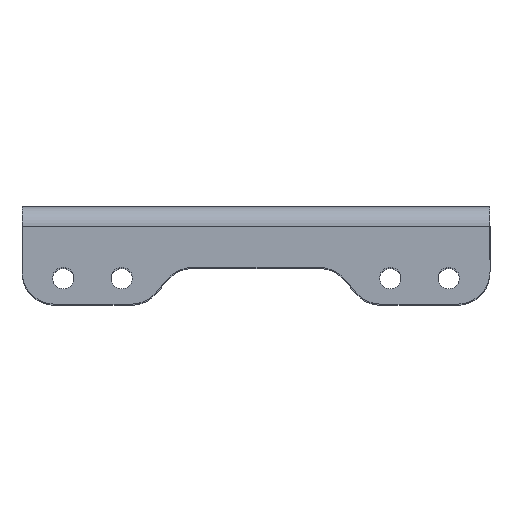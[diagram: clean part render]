
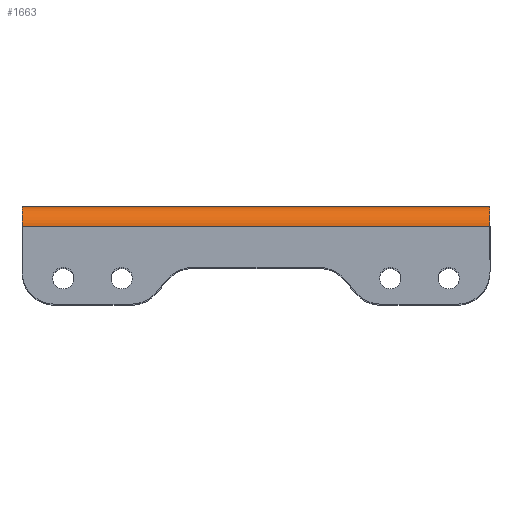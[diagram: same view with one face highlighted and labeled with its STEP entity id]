
A CAD part, top view. The second image highlights one B-rep face of the part: STEP entity #1663.
In plain terms, the highlighted cylindrical face has radius 3.076 mm (diameter 6.152 mm), a partial arc.
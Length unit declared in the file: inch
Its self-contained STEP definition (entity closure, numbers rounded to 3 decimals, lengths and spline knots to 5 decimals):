
#73 = CARTESIAN_POINT ( 'NONE',  ( 7.22013, -0.04, 1.94583 ) ) ;
#105 = DIRECTION ( 'NONE',  ( 1., 0., 0. ) ) ;
#438 = CARTESIAN_POINT ( 'NONE',  ( 1.41732, -0.04, 1.94583 ) ) ;
#604 = EDGE_LOOP ( 'NONE', ( #1886, #3545, #3465, #1839 ) ) ;
#734 = VERTEX_POINT ( 'NONE', #3825 ) ;
#1042 = VERTEX_POINT ( 'NONE', #2128 ) ;
#1229 = VECTOR ( 'NONE', #105, 39.37008 ) ;
#1368 = DIRECTION ( 'NONE',  ( 0., 0., 1. ) ) ;
#1373 = VECTOR ( 'NONE', #3464, 39.37008 ) ;
#1437 = AXIS2_PLACEMENT_3D ( 'NONE', #3365, #1860, #2854 ) ;
#1561 = VERTEX_POINT ( 'NONE', #2356 ) ;
#1663 = ADVANCED_FACE ( 'NONE', ( #3443 ), #3402, .T. ) ;
#1676 = CARTESIAN_POINT ( 'NONE',  ( 1.41732, 0.0811, 1.94583 ) ) ;
#1839 = ORIENTED_EDGE ( 'NONE', *, *, #3560, .T. ) ;
#1860 = DIRECTION ( 'NONE',  ( 1., 0., 0. ) ) ;
#1886 = ORIENTED_EDGE ( 'NONE', *, *, #2201, .F. ) ;
#1927 = CARTESIAN_POINT ( 'NONE',  ( 1.41732, -0.04, 2.06693 ) ) ;
#1988 = AXIS2_PLACEMENT_3D ( 'NONE', #438, #3351, #1368 ) ;
#2128 = CARTESIAN_POINT ( 'NONE',  ( -1.41732, -0.04, 2.06693 ) ) ;
#2201 = EDGE_CURVE ( 'NONE', #1561, #734, #2231, .T. ) ;
#2231 = LINE ( 'NONE', #1676, #1373 ) ;
#2328 = CIRCLE ( 'NONE', #1437, 0.1211 ) ;
#2356 = CARTESIAN_POINT ( 'NONE',  ( -1.41732, 0.0811, 1.94583 ) ) ;
#2532 = DIRECTION ( 'NONE',  ( 0., 0., 1. ) ) ;
#2661 = EDGE_CURVE ( 'NONE', #1561, #1042, #2328, .T. ) ;
#2800 = DIRECTION ( 'NONE',  ( -1., 0., 0. ) ) ;
#2854 = DIRECTION ( 'NONE',  ( 0., 0., 1. ) ) ;
#2900 = LINE ( 'NONE', #3453, #1229 ) ;
#3351 = DIRECTION ( 'NONE',  ( -1., 0., 0. ) ) ;
#3365 = CARTESIAN_POINT ( 'NONE',  ( -1.41732, -0.04, 1.94583 ) ) ;
#3402 = CYLINDRICAL_SURFACE ( 'NONE', #3847, 0.1211 ) ;
#3443 = FACE_OUTER_BOUND ( 'NONE', #604, .T. ) ;
#3453 = CARTESIAN_POINT ( 'NONE',  ( 1.41732, -0.04, 2.06693 ) ) ;
#3464 = DIRECTION ( 'NONE',  ( 1., 0., 0. ) ) ;
#3465 = ORIENTED_EDGE ( 'NONE', *, *, #3737, .T. ) ;
#3545 = ORIENTED_EDGE ( 'NONE', *, *, #2661, .T. ) ;
#3560 = EDGE_CURVE ( 'NONE', #3630, #734, #3709, .T. ) ;
#3630 = VERTEX_POINT ( 'NONE', #1927 ) ;
#3709 = CIRCLE ( 'NONE', #1988, 0.1211 ) ;
#3737 = EDGE_CURVE ( 'NONE', #1042, #3630, #2900, .T. ) ;
#3825 = CARTESIAN_POINT ( 'NONE',  ( 1.41732, 0.0811, 1.94583 ) ) ;
#3847 = AXIS2_PLACEMENT_3D ( 'NONE', #73, #2800, #2532 ) ;
